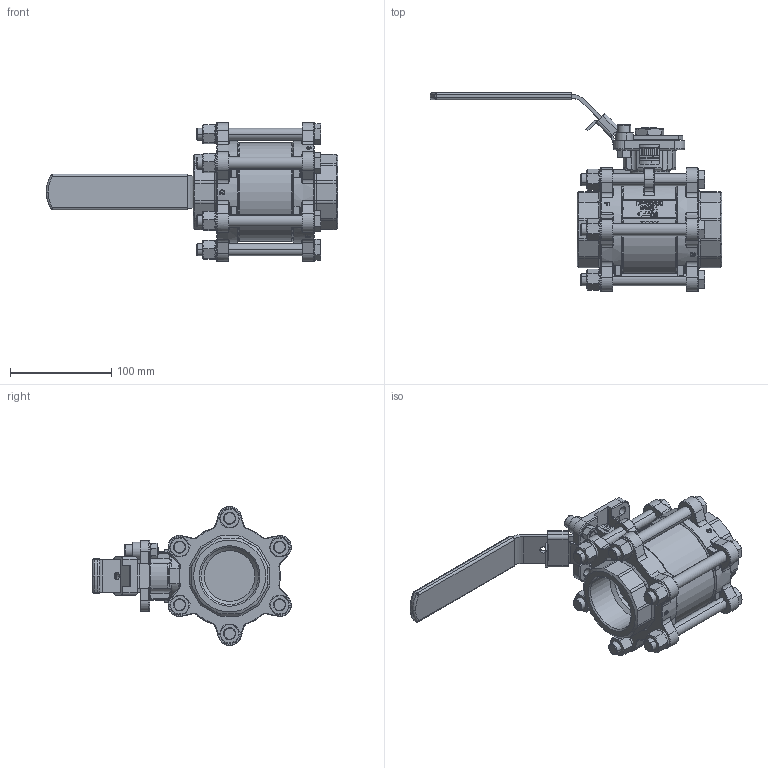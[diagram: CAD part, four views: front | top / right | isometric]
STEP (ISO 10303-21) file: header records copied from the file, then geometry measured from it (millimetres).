
FILE_DESCRIPTION (( 'STEP AP214' ), '1' );
FILE_NAME ('2418D.STEP', '2025-07-22T12:39:42', ( '' ), ( '' ), 'SwSTEP 2.0', 'SolidWorks 2023', '' );
FILE_SCHEMA (( 'AUTOMOTIVE_DESIGN' ));
Length unit declared in the file: millimetre
Products named in the file (1): 2418D
Bounding box: 288 x 196.06 x 137 mm (x, y, z)
Volume: 1061755.4 mm3; surface area: 209858.8 mm2
Topology: 30 solids, 30 shells, 1981 faces, 5265 edges, 3341 vertices
Faces by surface type: plane 597, cylinder 585, cone 269, torus 248, bspline 242, sphere 40
Entity records: 84201 total; most frequent: CARTESIAN_POINT 37031, ORIENTED_EDGE 10304, DIRECTION 9223, EDGE_CURVE 5152, AXIS2_PLACEMENT_3D 3689, VERTEX_POINT 3337, EDGE_LOOP 2165, ADVANCED_FACE 1981
